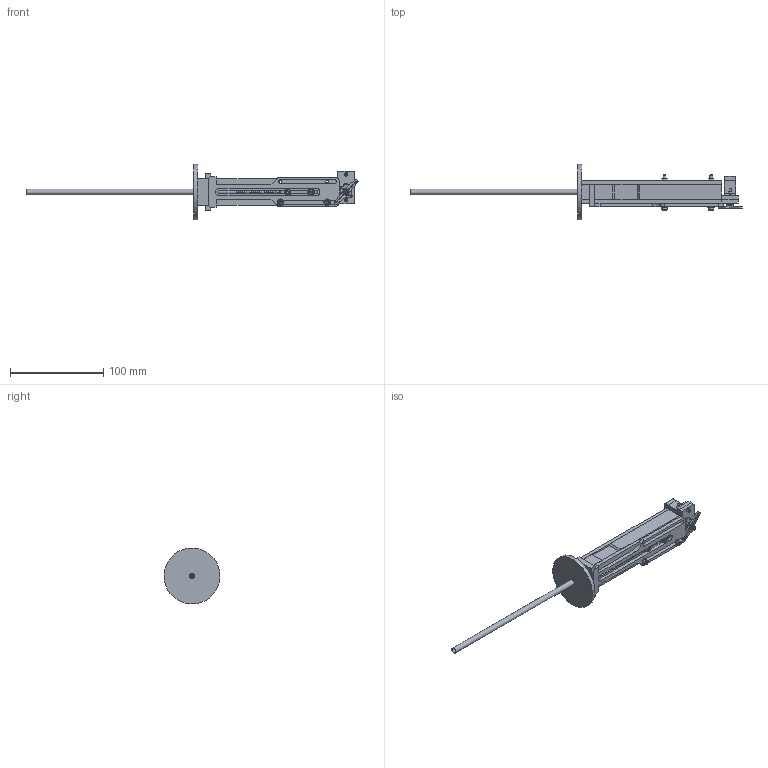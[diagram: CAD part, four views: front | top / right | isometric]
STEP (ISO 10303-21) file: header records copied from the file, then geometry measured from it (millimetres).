
FILE_DESCRIPTION (( 'STEP AP214' ), '1' );
FILE_NAME ('Ñáîðêà1.STEP', '2023-12-17T20:14:06', ( '' ), ( '' ), 'SwSTEP 2.0', 'SolidWorks 2021', '' );
FILE_SCHEMA (( 'AUTOMOTIVE_DESIGN' ));
Length unit declared in the file: millimetre
Products named in the file (21): MG90servo_gear; MG90servo_shaft; 櫻蠉錪6_2; 櫻蠉錪4; 櫻蠉錪3; 櫻蠉錪6; 栖闉罻1; 櫻蠉錪1^栖闉罻1_00; 櫻蠉錪2_2; Âèíò ñ öèëèíäðè÷åñêîé ãîëîâêîé DIN 912_M2x16; Øàéáà ïëîñêàÿ DIN 125_Œ3; MG90servo_assembly; 櫻蠉錪5; Âèíò ñ öèëèíäðè÷åñêîé ãîëîâêîé DIN 912_M3x35; 櫻蠉錪1; Ãàéêà øåñòèãðàííàÿ DIN 934_Œ3; 櫻蠉錪2; MG90servo_body; Ãàéêà øåñòèãðàííàÿ DIN 934_Œ2; 櫻蠉錪7; Âèíò ñ öèëèíäðè÷åñêîé ãîëîâêîé DIN 912_M3x10
Assembly tree (29 placements, depth 3):
  栖闉罻1
    櫻蠉錪3
    櫻蠉錪1
    櫻蠉錪2
    櫻蠉錪2_2
    櫻蠉錪4
    櫻蠉錪6
    櫻蠉錪6_2
    MG90servo_assembly
      MG90servo_body
      MG90servo_shaft
      MG90servo_gear
    櫻蠉錪7
    櫻蠉錪5  x2
    Âèíò ñ öèëèíäðè÷åñêîé ãîëîâêîé DIN 912_M3x35  x2
    Ãàéêà øåñòèãðàííàÿ DIN 934_Œ3  x2
    Øàéáà ïëîñêàÿ DIN 125_Œ3  x4
    櫻蠉錪1^栖闉罻1_00
    Âèíò ñ öèëèíäðè÷åñêîé ãîëîâêîé DIN 912_M2x16  x2
    Ãàéêà øåñòèãðàííàÿ DIN 934_Œ2  x2
    Âèíò ñ öèëèíäðè÷åñêîé ãîëîâêîé DIN 912_M3x10  x2
Bounding box: 355.83 x 59.97 x 59.97 mm (x, y, z)
Volume: 107194.7 mm3; surface area: 77383.2 mm2
Topology: 34 solids, 34 shells, 664 faces, 1572 edges, 989 vertices
Faces by surface type: plane 394, cylinder 174, cone 69, torus 20, bspline 7
Full cylindrical faces by diameter (mm): 1 x17, 1.539 x1, 1.6 x2, 2 x9, 2.3 x1, 2.5 x2, 3 x24, 3.2 x4, 3.8 x2, 4 x10, 4.15 x1, 4.2 x2, 4.5 x1, 4.85 x1, 5 x2, 5.5 x4, 6 x2, 6.75 x1, 6.8 x1, 7 x4, 7.2 x1, 8.6 x1, 12 x1, 16 x2, 60 x1
Entity records: 20289 total; most frequent: CARTESIAN_POINT 6730, DIRECTION 2648, ORIENTED_EDGE 2360, EDGE_CURVE 1180, AXIS2_PLACEMENT_3D 971, VERTEX_POINT 806, EDGE_LOOP 762, VECTOR 706
